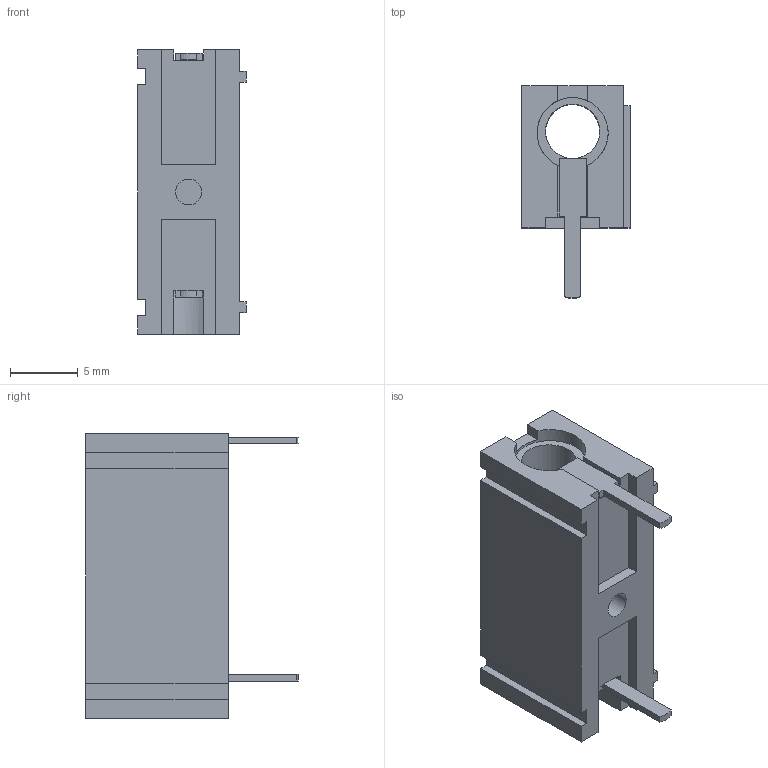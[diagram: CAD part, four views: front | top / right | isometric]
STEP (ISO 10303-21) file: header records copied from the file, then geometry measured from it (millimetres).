
FILE_DESCRIPTION(/* description */ (''),/* implementation_level */ '2;1');
FILE_NAME(/* name */ '973582XXX_PB_4-select.stp',/* time_stamp */ '2021-12-06T13:57:10+01:00',/* author */ ('I47JLV'),/* organization */ (''),/* preprocessor_version */ 'ST-DEVELOPER v18.1',/* originating_system */ 'Autodesk Inventor 2022',/* authorisation */ '');
FILE_SCHEMA (('AUTOMOTIVE_DESIGN { 1 0 10303 214 3 1 1 }'));
Length unit declared in the file: millimetre
Products named in the file (1): Bauteil22
Bounding box: 8 x 15.67 x 21 mm (x, y, z)
Volume: 1271.2 mm3; surface area: 1322 mm2
Topology: 1 solids, 1 shells, 75 faces, 218 edges, 144 vertices
Faces by surface type: plane 67, cylinder 8
Full cylindrical faces by diameter (mm): 1.9 x1, 4 x1
Entity records: 2500 total; most frequent: CARTESIAN_POINT 438, ORIENTED_EDGE 436, DIRECTION 396, EDGE_CURVE 218, LINE 192, VECTOR 192, VERTEX_POINT 144, AXIS2_PLACEMENT_3D 102
